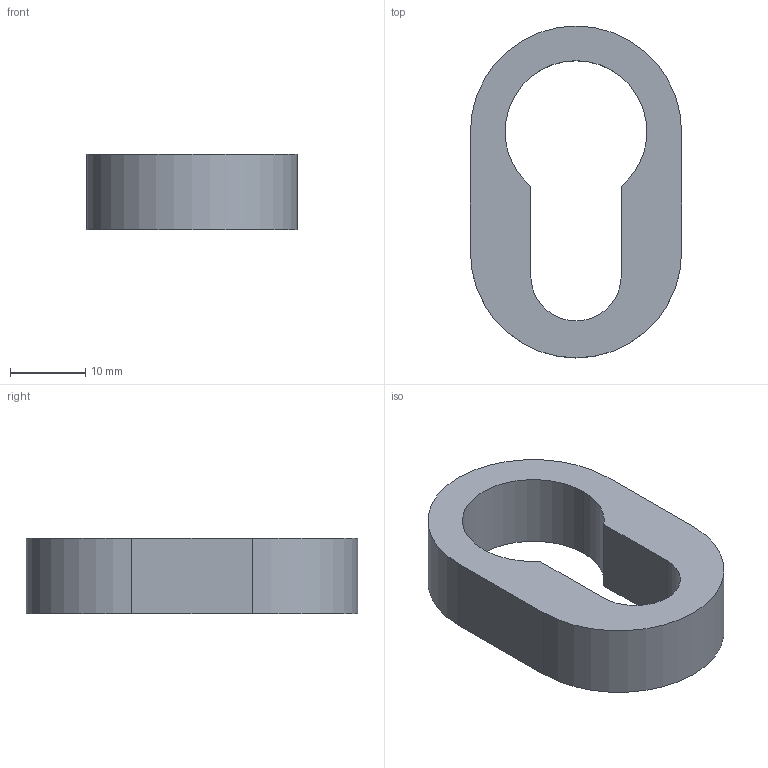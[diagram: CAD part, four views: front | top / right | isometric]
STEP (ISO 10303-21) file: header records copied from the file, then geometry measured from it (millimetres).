
FILE_DESCRIPTION (( 'STEP AP203' ), '1' );
FILE_NAME ('10710.STEP', '2016-02-03T13:43:33', ( '' ), ( '' ), 'SwSTEP 2.0', 'SolidWorks 2015', '' );
FILE_SCHEMA (( 'CONFIG_CONTROL_DESIGN' ));
Length unit declared in the file: millimetre
Products named in the file (1): 10710
Bounding box: 28 x 44 x 10 mm (x, y, z)
Volume: 6047.9 mm3; surface area: 3331.4 mm2
Topology: 1 solids, 1 shells, 168 faces, 444 edges, 296 vertices
Faces by surface type: plane 96, bspline 66, cylinder 6
Entity records: 8945 total; most frequent: CARTESIAN_POINT 5135, ORIENTED_EDGE 888, DIRECTION 530, EDGE_CURVE 444, LINE 300, VECTOR 300, VERTEX_POINT 296, EDGE_LOOP 188
